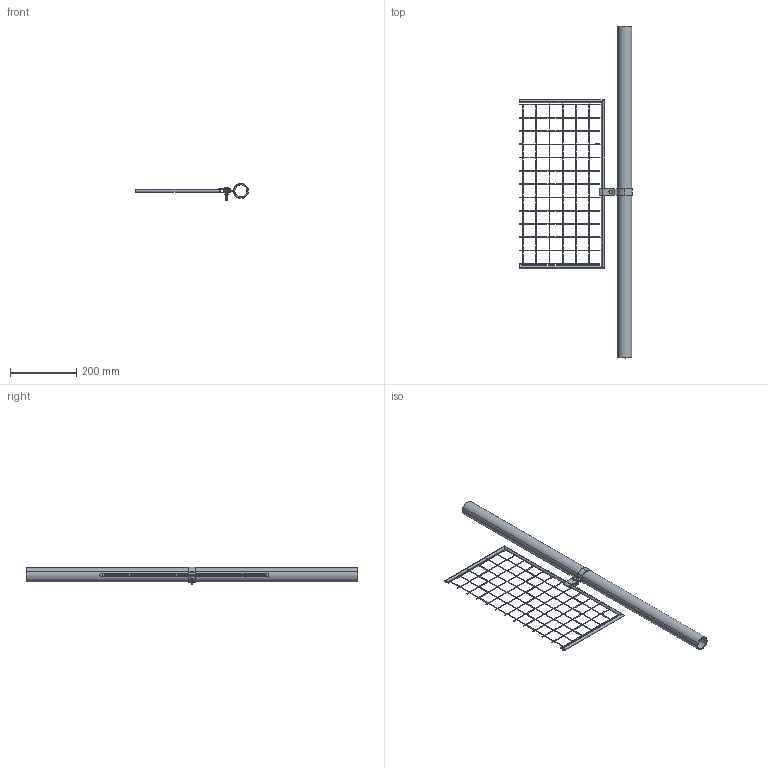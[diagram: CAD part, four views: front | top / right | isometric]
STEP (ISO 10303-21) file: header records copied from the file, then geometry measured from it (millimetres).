
FILE_DESCRIPTION (( 'STEP AP203' ), '1' );
FILE_NAME ('170-C42.step', '2015-09-17T16:26:03', ( '' ), ( '' ), 'SwSTEP 2.0', 'SolidWorks 2015', '' );
FILE_SCHEMA (( 'CONFIG_CONTROL_DESIGN' ));
Length unit declared in the file: millimetre
Products named in the file (7): hex bolt gradeb_din_ISO 4015 - M6 x 35 x 35-S; hex thin nut gradeb_din_Hexagon Nut ISO 4036 - M6 - S; 170-C42; 170-C42 Teil1; 170-C42 Teil2; 170-C42 Teil3; 170-C42 Teil4
Assembly tree (6 placements, depth 2):
  170-C42
    170-C42 Teil1
    170-C42 Teil2
    170-C42 Teil3
    170-C42 Teil4
    hex bolt gradeb_din_ISO 4015 - M6 x 35 x 35-S
    hex thin nut gradeb_din_Hexagon Nut ISO 4036 - M6 - S
Bounding box: 340.2 x 1000 x 51.7 mm (x, y, z)
Volume: 463763.1 mm3; surface area: 327964.7 mm2
Topology: 6 solids, 6 shells, 743 faces, 1675 edges, 794 vertices
Faces by surface type: cylinder 484, cone 164, plane 52, torus 30, sphere 8, bspline 5
Entity records: 21864 total; most frequent: CARTESIAN_POINT 5574, DIRECTION 3339, ORIENTED_EDGE 3334, EDGE_CURVE 1667, AXIS2_PLACEMENT_3D 1311, VERTEX_POINT 794, EDGE_LOOP 781, ADVANCED_FACE 743
